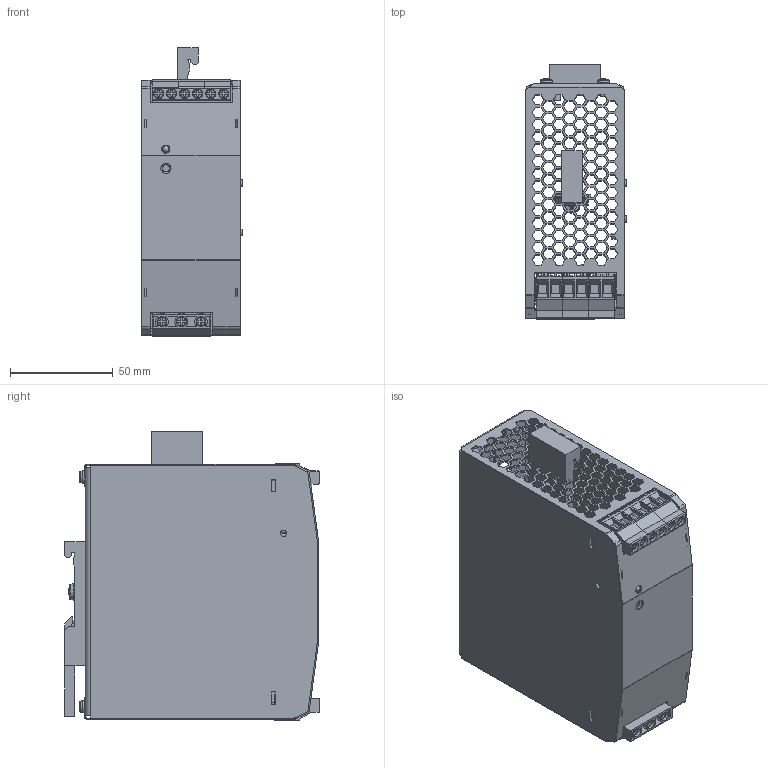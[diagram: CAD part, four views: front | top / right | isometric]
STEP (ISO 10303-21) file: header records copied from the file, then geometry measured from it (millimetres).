
FILE_DESCRIPTION( ( 'Unknown' ), '1' );
FILE_NAME( 'TIB_240.stp', 'Unknown', ( 'Unknown' ), ( 'Unknown' ), 'PSStep 14.0', 'Unknown', ' ' );
FILE_SCHEMA( ( 'AUTOMOTIVE_DESIGN { 1 0 10303 214 1 1 1 1 }' ) );
Length unit declared in the file: millimetre
Products named in the file (18): Assem1; MODULE; DIN_HOOK; DIN_LATCH; SCREW1-oa0
Bounding box: 49 x 124.04 x 140.55 mm (x, y, z)
Volume: 158673.9 mm3; surface area: 210149.7 mm2
Topology: 34 solids, 34 shells, 5278 faces, 15660 edges, 10530 vertices
Faces by surface type: plane 4494, cylinder 438, bspline 164, cone 102, torus 68, sphere 12
Full cylindrical faces by diameter (mm): 0.2 x8, 0.5 x4, 2 x2, 3 x22, 3.005 x12, 3.2 x18, 3.242 x4, 3.5 x18, 4 x8, 4.5 x6, 4.602 x12, 4.749 x12, 4.77 x6, 4.8 x12, 4.901 x12, 4.904 x12, 5 x2, 5.38 x2, 5.6 x10, 6.51 x2, 7.9 x4
Entity records: 116303 total; most frequent: CARTESIAN_POINT 25410, ORIENTED_EDGE 15112, DIRECTION 12634, EDGE_CURVE 7556, LINE 6406, VECTOR 6406, VERTEX_POINT 5177, EDGE_LOOP 3401
